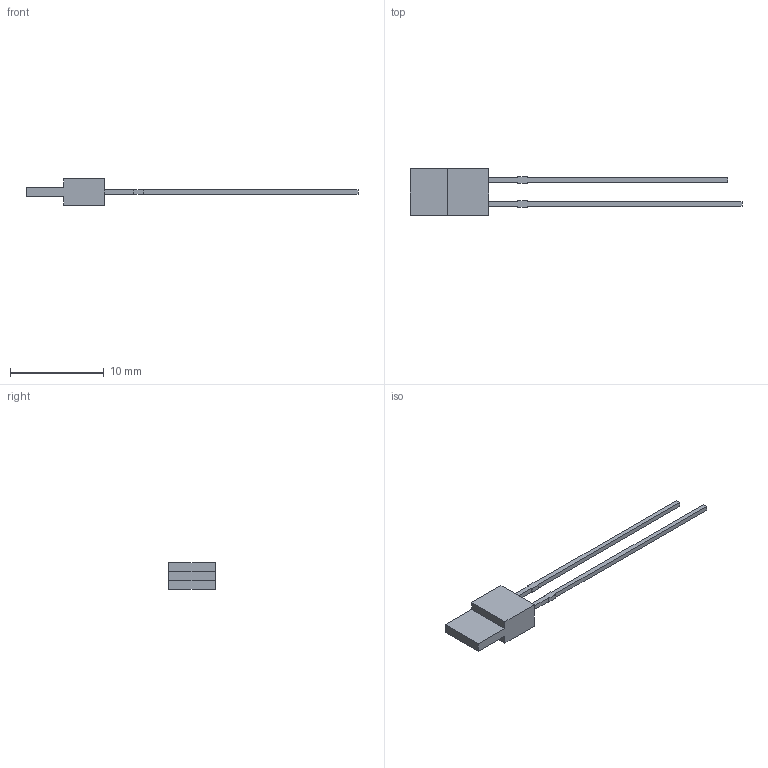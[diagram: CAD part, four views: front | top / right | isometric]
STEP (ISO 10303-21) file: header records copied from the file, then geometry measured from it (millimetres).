
FILE_DESCRIPTION (( 'STEP AP214' ), '1' );
FILE_NAME ('XSxx22.STEP', '2015-09-10T00:08:35', ( '' ), ( '' ), 'SwSTEP 2.0', 'SolidWorks 2012', '' );
FILE_SCHEMA (( 'AUTOMOTIVE_DESIGN' ));
Length unit declared in the file: millimetre
Products named in the file (1): XSxx22
Bounding box: 35.4 x 5 x 2.8 mm (x, y, z)
Volume: 94.9 mm3; surface area: 250.9 mm2
Topology: 1 solids, 1 shells, 226 faces, 618 edges, 412 vertices
Faces by surface type: plane 158, bspline 68
Entity records: 12148 total; most frequent: CARTESIAN_POINT 4469, ORIENTED_EDGE 1236, DIRECTION 800, EDGE_CURVE 618, LINE 482, VECTOR 482, VERTEX_POINT 412, EDGE_LOOP 244
